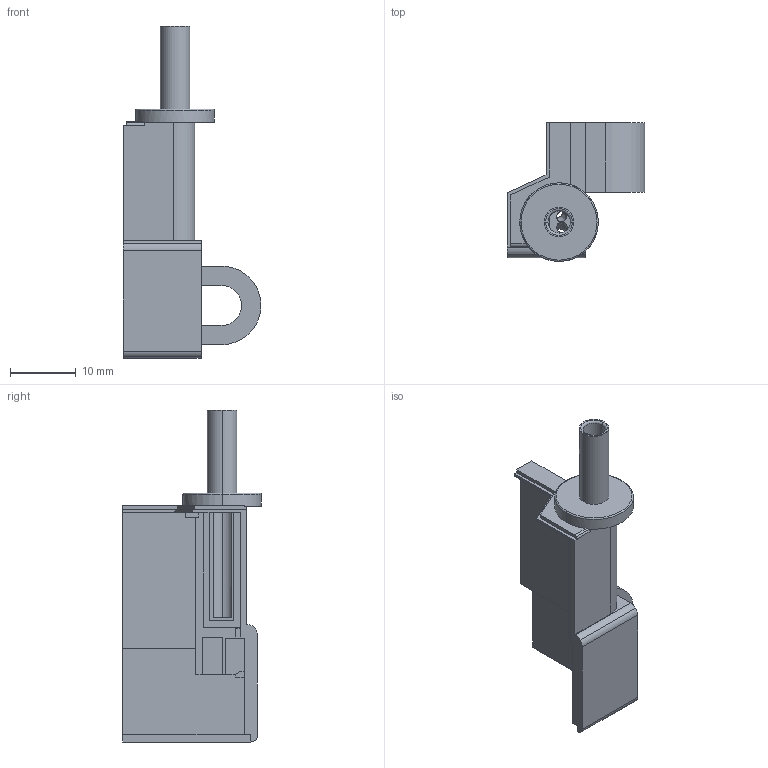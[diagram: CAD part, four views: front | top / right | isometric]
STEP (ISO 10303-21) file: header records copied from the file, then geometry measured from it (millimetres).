
FILE_DESCRIPTION(('STEP AP214'),'1');
FILE_NAME('Auren_probe-base.stp','2024-05-15T18:55:41',(' '),(' '),'Spatial InterOp 3D',' ',' ');
FILE_SCHEMA(('AUTOMOTIVE_DESIGN { 1 0 10303 214 1 1 1 1 }'));
Length unit declared in the file: metre
Products named in the file (1): Solid
Bounding box: 21.05 x 21.21 x 50.69 mm (x, y, z)
Volume: 3139.3 mm3; surface area: 3826 mm2
Topology: 1 solids, 1 shells, 129 faces, 363 edges, 237 vertices
Faces by surface type: plane 81, cylinder 40, bspline 4, torus 4
Entity records: 4498 total; most frequent: CARTESIAN_POINT 1072, ORIENTED_EDGE 726, DIRECTION 695, EDGE_CURVE 363, LINE 263, VECTOR 263, VERTEX_POINT 237, AXIS2_PLACEMENT_3D 216
